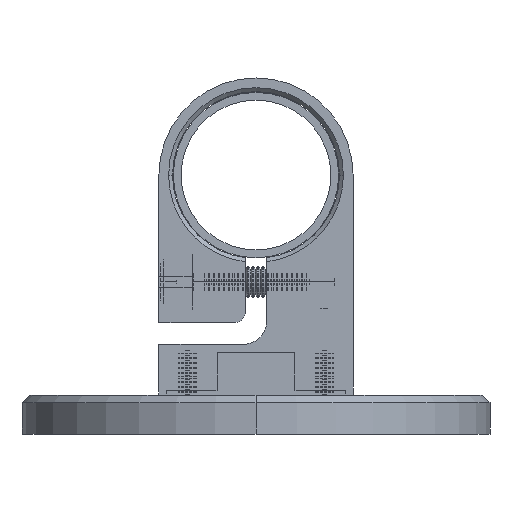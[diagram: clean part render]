
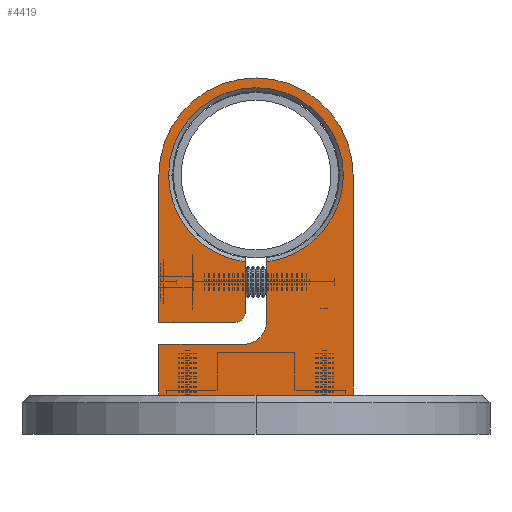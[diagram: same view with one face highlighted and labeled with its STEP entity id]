
A CAD part, front view. The second image highlights one B-rep face of the part: STEP entity #4419.
In plain terms, the highlighted face is planar.
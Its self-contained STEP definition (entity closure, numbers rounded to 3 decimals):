
#134 = EDGE_CURVE ( 'NONE', #3926, #11295, #13056, .T. ) ;
#162 = DIRECTION ( 'NONE',  ( -1., 0., 0. ) ) ;
#279 = DIRECTION ( 'NONE',  ( -1., 0., 0. ) ) ;
#281 = EDGE_CURVE ( 'NONE', #20852, #14405, #23636, .T. ) ;
#662 = CARTESIAN_POINT ( 'NONE',  ( 8., 56.4, 22.4 ) ) ;
#678 = ORIENTED_EDGE ( 'NONE', *, *, #19712, .T. ) ;
#915 = CARTESIAN_POINT ( 'NONE',  ( 8., 13., 24.9 ) ) ;
#1041 = ORIENTED_EDGE ( 'NONE', *, *, #8258, .T. ) ;
#1425 = CARTESIAN_POINT ( 'NONE',  ( 8., 19., -2.75 ) ) ;
#1457 = EDGE_LOOP ( 'NONE', ( #16083, #4880, #6542, #17338, #9825, #20786, #25031, #1041, #678, #17968, #20727, #18175, #21625, #22343 ) ) ;
#1912 = CIRCLE ( 'NONE', #12837, 24.9 ) ;
#2125 = VERTEX_POINT ( 'NONE', #6977 ) ;
#2337 = VERTEX_POINT ( 'NONE', #3415 ) ;
#2372 = CIRCLE ( 'NONE', #12462, 3. ) ;
#3027 = VECTOR ( 'NONE', #16912, 1000. ) ;
#3074 = CARTESIAN_POINT ( 'NONE',  ( 8., 35.177, 2.75 ) ) ;
#3076 = DIRECTION ( 'NONE',  ( 0., -1., 0. ) ) ;
#3358 = CIRCLE ( 'NONE', #12535, 6. ) ;
#3415 = CARTESIAN_POINT ( 'NONE',  ( 8., 0., 24.9 ) ) ;
#3926 = VERTEX_POINT ( 'NONE', #23627 ) ;
#4140 = CIRCLE ( 'NONE', #9876, 22.4 ) ;
#4419 = ADVANCED_FACE ( 'NONE', ( #9013 ), #11229, .T. ) ;
#4451 = CARTESIAN_POINT ( 'NONE',  ( 8., 13., 3.25 ) ) ;
#4670 = CARTESIAN_POINT ( 'NONE',  ( 8., 34.169, 2.75 ) ) ;
#4745 = DIRECTION ( 'NONE',  ( 0., 1., 0. ) ) ;
#4775 = CIRCLE ( 'NONE', #19130, 22.4 ) ;
#4859 = EDGE_CURVE ( 'NONE', #21745, #2125, #4775, .T. ) ;
#4880 = ORIENTED_EDGE ( 'NONE', *, *, #21447, .T. ) ;
#5252 = EDGE_CURVE ( 'NONE', #5983, #20852, #2372, .T. ) ;
#5620 = CARTESIAN_POINT ( 'NONE',  ( 8., 18.5, 5.75 ) ) ;
#5868 = VECTOR ( 'NONE', #16458, 1000. ) ;
#5983 = VERTEX_POINT ( 'NONE', #16778 ) ;
#6228 = LINE ( 'NONE', #3074, #16533 ) ;
#6460 = DIRECTION ( 'NONE',  ( 0., 0., -1. ) ) ;
#6521 = VERTEX_POINT ( 'NONE', #22315 ) ;
#6542 = ORIENTED_EDGE ( 'NONE', *, *, #4859, .T. ) ;
#6603 = CARTESIAN_POINT ( 'NONE',  ( 8., 13., 24.9 ) ) ;
#6734 = CIRCLE ( 'NONE', #18514, 22.4 ) ;
#6740 = LINE ( 'NONE', #6941, #5868 ) ;
#6941 = CARTESIAN_POINT ( 'NONE',  ( 8., 19., -2.75 ) ) ;
#6977 = CARTESIAN_POINT ( 'NONE',  ( 8., 56.4, -22.4 ) ) ;
#7486 = DIRECTION ( 'NONE',  ( 1., 0., 0. ) ) ;
#7981 = VECTOR ( 'NONE', #24355, 1000. ) ;
#8258 = EDGE_CURVE ( 'NONE', #18033, #2337, #16468, .T. ) ;
#8332 = EDGE_CURVE ( 'NONE', #15016, #23783, #6740, .T. ) ;
#9013 = FACE_OUTER_BOUND ( 'NONE', #1457, .T. ) ;
#9584 = DIRECTION ( 'NONE',  ( 0., 0., -1. ) ) ;
#9825 = ORIENTED_EDGE ( 'NONE', *, *, #8332, .F. ) ;
#9876 = AXIS2_PLACEMENT_3D ( 'NONE', #19365, #162, #11660 ) ;
#10805 = VECTOR ( 'NONE', #3076, 1000. ) ;
#10888 = CARTESIAN_POINT ( 'NONE',  ( 8., 56.4, 24.9 ) ) ;
#11053 = DIRECTION ( 'NONE',  ( 1., 0., 0. ) ) ;
#11229 = PLANE ( 'NONE',  #21732 ) ;
#11295 = VERTEX_POINT ( 'NONE', #24031 ) ;
#11433 = LINE ( 'NONE', #10888, #10805 ) ;
#11581 = CARTESIAN_POINT ( 'NONE',  ( 8., 56.4, 0. ) ) ;
#11660 = DIRECTION ( 'NONE',  ( 0., 0., -1. ) ) ;
#12231 = CARTESIAN_POINT ( 'NONE',  ( 8., 0., 24.9 ) ) ;
#12446 = VECTOR ( 'NONE', #4745, 1000. ) ;
#12462 = AXIS2_PLACEMENT_3D ( 'NONE', #21180, #279, #14058 ) ;
#12535 = AXIS2_PLACEMENT_3D ( 'NONE', #20711, #11053, #24549 ) ;
#12823 = DIRECTION ( 'NONE',  ( 0., -1., 0. ) ) ;
#12837 = AXIS2_PLACEMENT_3D ( 'NONE', #15993, #23810, #16153 ) ;
#13022 = CARTESIAN_POINT ( 'NONE',  ( 8., 56.4, 0. ) ) ;
#13056 = LINE ( 'NONE', #24046, #12446 ) ;
#13123 = LINE ( 'NONE', #6603, #23120 ) ;
#13175 = DIRECTION ( 'NONE',  ( 0., 0., -1. ) ) ;
#13322 = DIRECTION ( 'NONE',  ( -1., 0., 0. ) ) ;
#14058 = DIRECTION ( 'NONE',  ( 0., 0., 1. ) ) ;
#14194 = EDGE_CURVE ( 'NONE', #2125, #23783, #4140, .T. ) ;
#14390 = LINE ( 'NONE', #12231, #21383 ) ;
#14405 = VERTEX_POINT ( 'NONE', #14636 ) ;
#14636 = CARTESIAN_POINT ( 'NONE',  ( 8., 18.5, 24.9 ) ) ;
#15016 = VERTEX_POINT ( 'NONE', #1425 ) ;
#15993 = CARTESIAN_POINT ( 'NONE',  ( 8., 56.4, 0. ) ) ;
#16083 = ORIENTED_EDGE ( 'NONE', *, *, #19399, .F. ) ;
#16153 = DIRECTION ( 'NONE',  ( 0., 0., -1. ) ) ;
#16458 = DIRECTION ( 'NONE',  ( 0., 1., 0. ) ) ;
#16468 = LINE ( 'NONE', #18561, #7981 ) ;
#16533 = VECTOR ( 'NONE', #12823, 1000. ) ;
#16778 = CARTESIAN_POINT ( 'NONE',  ( 8., 21.5, 2.75 ) ) ;
#16912 = DIRECTION ( 'NONE',  ( 0., 0., 1. ) ) ;
#17338 = ORIENTED_EDGE ( 'NONE', *, *, #14194, .T. ) ;
#17968 = ORIENTED_EDGE ( 'NONE', *, *, #134, .T. ) ;
#18033 = VERTEX_POINT ( 'NONE', #915 ) ;
#18175 = ORIENTED_EDGE ( 'NONE', *, *, #23006, .T. ) ;
#18514 = AXIS2_PLACEMENT_3D ( 'NONE', #13022, #22822, #18957 ) ;
#18561 = CARTESIAN_POINT ( 'NONE',  ( 8., 56.4, 24.9 ) ) ;
#18857 = CARTESIAN_POINT ( 'NONE',  ( 8., 18.5, 5.75 ) ) ;
#18957 = DIRECTION ( 'NONE',  ( 0., 0., -1. ) ) ;
#19089 = VERTEX_POINT ( 'NONE', #4451 ) ;
#19130 = AXIS2_PLACEMENT_3D ( 'NONE', #24881, #13322, #9584 ) ;
#19365 = CARTESIAN_POINT ( 'NONE',  ( 8., 56.4, 0. ) ) ;
#19399 = EDGE_CURVE ( 'NONE', #19759, #5983, #6228, .T. ) ;
#19712 = EDGE_CURVE ( 'NONE', #2337, #3926, #14390, .T. ) ;
#19759 = VERTEX_POINT ( 'NONE', #4670 ) ;
#20711 = CARTESIAN_POINT ( 'NONE',  ( 8., 19., 3.25 ) ) ;
#20727 = ORIENTED_EDGE ( 'NONE', *, *, #21782, .T. ) ;
#20786 = ORIENTED_EDGE ( 'NONE', *, *, #23812, .F. ) ;
#20852 = VERTEX_POINT ( 'NONE', #5620 ) ;
#21174 = EDGE_CURVE ( 'NONE', #18033, #19089, #13123, .T. ) ;
#21180 = CARTESIAN_POINT ( 'NONE',  ( 8., 21.5, 5.75 ) ) ;
#21383 = VECTOR ( 'NONE', #6460, 1000. ) ;
#21447 = EDGE_CURVE ( 'NONE', #19759, #21745, #6734, .T. ) ;
#21625 = ORIENTED_EDGE ( 'NONE', *, *, #281, .F. ) ;
#21732 = AXIS2_PLACEMENT_3D ( 'NONE', #11581, #7486, #13175 ) ;
#21745 = VERTEX_POINT ( 'NONE', #662 ) ;
#21782 = EDGE_CURVE ( 'NONE', #11295, #6521, #1912, .T. ) ;
#22315 = CARTESIAN_POINT ( 'NONE',  ( 8., 56.4, 24.9 ) ) ;
#22343 = ORIENTED_EDGE ( 'NONE', *, *, #5252, .F. ) ;
#22822 = DIRECTION ( 'NONE',  ( -1., 0., 0. ) ) ;
#23006 = EDGE_CURVE ( 'NONE', #6521, #14405, #11433, .T. ) ;
#23120 = VECTOR ( 'NONE', #24113, 1000. ) ;
#23627 = CARTESIAN_POINT ( 'NONE',  ( 8., 0., -24.9 ) ) ;
#23636 = LINE ( 'NONE', #18857, #3027 ) ;
#23783 = VERTEX_POINT ( 'NONE', #24641 ) ;
#23810 = DIRECTION ( 'NONE',  ( 1., 0., 0. ) ) ;
#23812 = EDGE_CURVE ( 'NONE', #19089, #15016, #3358, .T. ) ;
#24031 = CARTESIAN_POINT ( 'NONE',  ( 8., 56.4, -24.9 ) ) ;
#24046 = CARTESIAN_POINT ( 'NONE',  ( 8., 0., -24.9 ) ) ;
#24113 = DIRECTION ( 'NONE',  ( 0., 0., -1. ) ) ;
#24355 = DIRECTION ( 'NONE',  ( 0., -1., 0. ) ) ;
#24549 = DIRECTION ( 'NONE',  ( 0., 0., -1. ) ) ;
#24641 = CARTESIAN_POINT ( 'NONE',  ( 8., 34.169, -2.75 ) ) ;
#24881 = CARTESIAN_POINT ( 'NONE',  ( 8., 56.4, 0. ) ) ;
#25031 = ORIENTED_EDGE ( 'NONE', *, *, #21174, .F. ) ;
